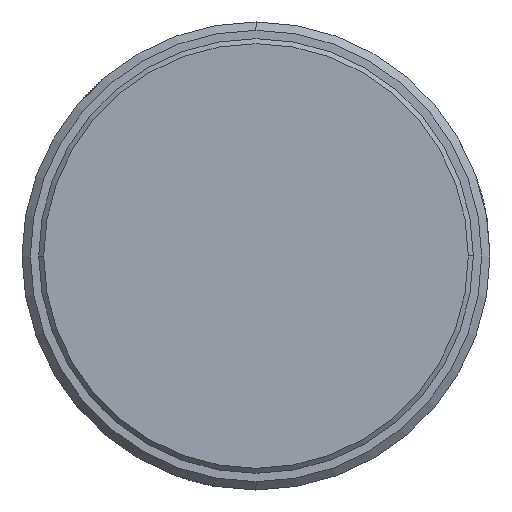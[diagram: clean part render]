
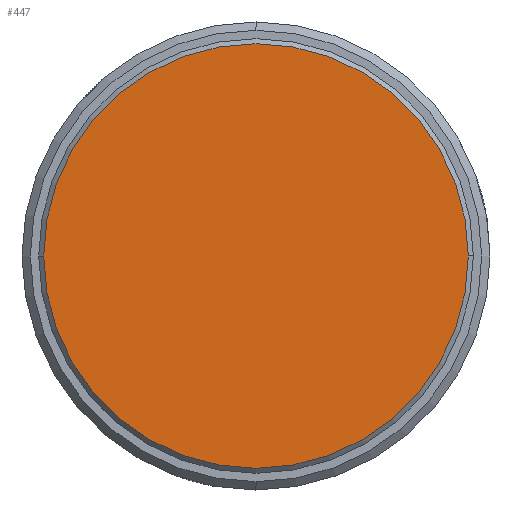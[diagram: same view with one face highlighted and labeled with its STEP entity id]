
A CAD part, left-side view. The second image highlights one B-rep face of the part: STEP entity #447.
In plain terms, the highlighted planar face has unit normal (-1, 0, 0).
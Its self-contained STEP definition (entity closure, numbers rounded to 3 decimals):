
#25 = DIRECTION ( 'NONE',  ( -1., 0., 0. ) ) ;
#63 = CARTESIAN_POINT ( 'NONE',  ( -190., 12.7, 0. ) ) ;
#88 = EDGE_CURVE ( 'NONE', #976, #398, #681, .T. ) ;
#115 = PLANE ( 'NONE',  #409 ) ;
#119 = CARTESIAN_POINT ( 'NONE',  ( -190., -12.852, -12.852 ) ) ;
#144 = ORIENTED_EDGE ( 'NONE', *, *, #744, .T. ) ;
#172 = EDGE_LOOP ( 'NONE', ( #1088, #144 ) ) ;
#173 = CARTESIAN_POINT ( 'NONE',  ( -190., 0., 0. ) ) ;
#213 = FACE_OUTER_BOUND ( 'NONE', #172, .T. ) ;
#256 = DIRECTION ( 'NONE',  ( -1., 0., 0. ) ) ;
#377 = CARTESIAN_POINT ( 'NONE',  ( -190., 0., 0. ) ) ;
#389 = AXIS2_PLACEMENT_3D ( 'NONE', #377, #25, #452 ) ;
#398 = VERTEX_POINT ( 'NONE', #838 ) ;
#409 = AXIS2_PLACEMENT_3D ( 'NONE', #119, #555, #559 ) ;
#447 = ADVANCED_FACE ( 'NONE', ( #213 ), #115, .T. ) ;
#452 = DIRECTION ( 'NONE',  ( 0., 1., 0. ) ) ;
#555 = DIRECTION ( 'NONE',  ( -1., 0., 0. ) ) ;
#559 = DIRECTION ( 'NONE',  ( 0., 0., 1. ) ) ;
#590 = CIRCLE ( 'NONE', #930, 12.7 ) ;
#681 = CIRCLE ( 'NONE', #389, 12.7 ) ;
#744 = EDGE_CURVE ( 'NONE', #398, #976, #590, .T. ) ;
#785 = DIRECTION ( 'NONE',  ( 0., 1., 0. ) ) ;
#838 = CARTESIAN_POINT ( 'NONE',  ( -190., -12.7, 0. ) ) ;
#930 = AXIS2_PLACEMENT_3D ( 'NONE', #173, #256, #785 ) ;
#976 = VERTEX_POINT ( 'NONE', #63 ) ;
#1088 = ORIENTED_EDGE ( 'NONE', *, *, #88, .T. ) ;
